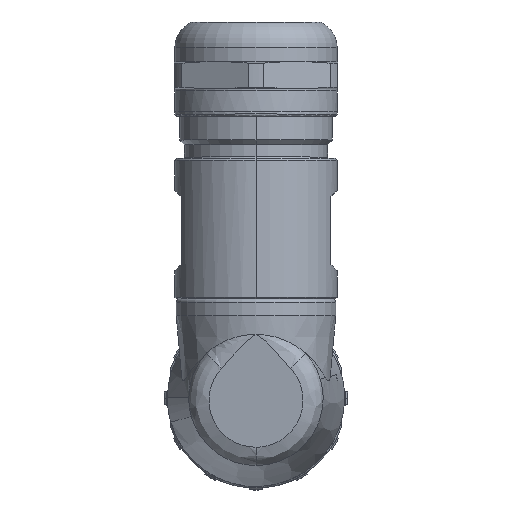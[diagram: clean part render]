
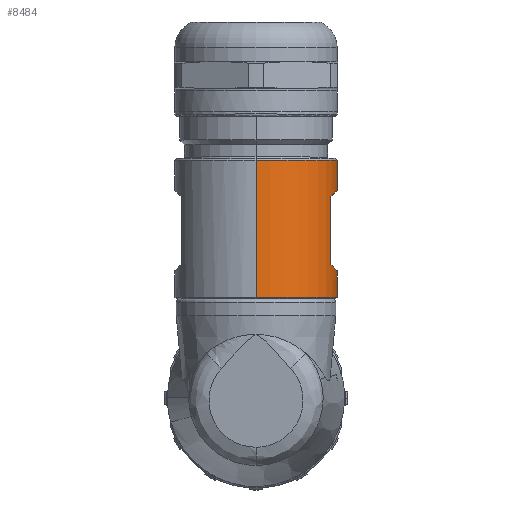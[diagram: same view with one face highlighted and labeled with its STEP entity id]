
A CAD part, top view. The second image highlights one B-rep face of the part: STEP entity #8484.
In plain terms, the highlighted cylindrical face has radius 11.9 mm (diameter 23.8 mm), a partial arc.
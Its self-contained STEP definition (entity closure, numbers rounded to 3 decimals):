
#8360=AXIS2_PLACEMENT_3D('Circle Axis2P3D',#8358,#8359,$) ;
#8417=AXIS2_PLACEMENT_3D('Cylinder Axis2P3D',#8414,#8415,#8416) ;
#8428=AXIS2_PLACEMENT_3D('Circle Axis2P3D',#8426,#8427,$) ;
#8355=CARTESIAN_POINT('Vertex',(13.45,28.15,42.19)) ;
#8358=CARTESIAN_POINT('Axis2P3D Location',(13.45,28.15,54.09)) ;
#8362=CARTESIAN_POINT('Vertex',(13.45,28.15,65.99)) ;
#8414=CARTESIAN_POINT('Axis2P3D Location',(13.45,57.05,54.09)) ;
#8419=CARTESIAN_POINT('Line Origine',(13.45,57.05,42.19)) ;
#8423=CARTESIAN_POINT('Vertex',(13.45,48.25,42.19)) ;
#8426=CARTESIAN_POINT('Axis2P3D Location',(13.45,48.25,54.09)) ;
#8430=CARTESIAN_POINT('Vertex',(13.45,48.25,65.99)) ;
#8433=CARTESIAN_POINT('Line Origine',(13.45,57.05,65.99)) ;
#8444=CARTESIAN_POINT('Line Origine',(24.45,57.05,49.55)) ;
#8448=CARTESIAN_POINT('Vertex',(24.45,32.95,49.55)) ;
#8450=CARTESIAN_POINT('Vertex',(24.45,42.95,49.55)) ;
#8454=CARTESIAN_POINT('Control Point',(24.45,32.95,58.63)) ;
#8455=CARTESIAN_POINT('Control Point',(25.134,32.266,56.973)) ;
#8456=CARTESIAN_POINT('Control Point',(25.547,31.853,55.105)) ;
#8457=CARTESIAN_POINT('Control Point',(25.548,31.852,53.078)) ;
#8458=CARTESIAN_POINT('Control Point',(25.134,32.266,51.207)) ;
#8459=CARTESIAN_POINT('Control Point',(24.45,32.95,49.55)) ;
#8460=CARTESIAN_POINT('Vertex',(24.45,32.95,58.63)) ;
#8463=CARTESIAN_POINT('Line Origine',(24.45,57.05,58.63)) ;
#8467=CARTESIAN_POINT('Vertex',(24.45,42.95,58.63)) ;
#8471=CARTESIAN_POINT('Control Point',(24.45,42.95,49.55)) ;
#8472=CARTESIAN_POINT('Control Point',(25.134,43.634,51.207)) ;
#8473=CARTESIAN_POINT('Control Point',(25.547,44.047,53.075)) ;
#8474=CARTESIAN_POINT('Control Point',(25.548,44.048,55.102)) ;
#8475=CARTESIAN_POINT('Control Point',(25.134,43.634,56.973)) ;
#8476=CARTESIAN_POINT('Control Point',(24.45,42.95,58.63)) ;
#8359=DIRECTION('Axis2P3D Direction',(0.,1.,0.)) ;
#8415=DIRECTION('Axis2P3D Direction',(0.,1.,0.)) ;
#8416=DIRECTION('Axis2P3D XDirection',(0.,0.,1.)) ;
#8420=DIRECTION('Vector Direction',(0.,1.,0.)) ;
#8427=DIRECTION('Axis2P3D Direction',(0.,1.,0.)) ;
#8434=DIRECTION('Vector Direction',(0.,1.,0.)) ;
#8445=DIRECTION('Vector Direction',(0.,1.,0.)) ;
#8464=DIRECTION('Vector Direction',(0.,1.,0.)) ;
#8421=VECTOR('Line Direction',#8420,1.) ;
#8435=VECTOR('Line Direction',#8434,1.) ;
#8446=VECTOR('Line Direction',#8445,1.) ;
#8465=VECTOR('Line Direction',#8464,1.) ;
#8439=ORIENTED_EDGE('',*,*,#8364,.T.) ;
#8440=ORIENTED_EDGE('',*,*,#8425,.T.) ;
#8441=ORIENTED_EDGE('',*,*,#8432,.F.) ;
#8442=ORIENTED_EDGE('',*,*,#8437,.F.) ;
#8479=ORIENTED_EDGE('',*,*,#8452,.F.) ;
#8480=ORIENTED_EDGE('',*,*,#8462,.F.) ;
#8481=ORIENTED_EDGE('',*,*,#8469,.T.) ;
#8482=ORIENTED_EDGE('',*,*,#8477,.F.) ;
#8483=FACE_BOUND('',#8478,.T.) ;
#8484=ADVANCED_FACE('Stecker',(#8443,#8483),#8418,.T.) ;
#8453=B_SPLINE_CURVE_WITH_KNOTS('',5,(#8454,#8455,#8456,#8457,#8458,#8459),.UNSPECIFIED.,.F.,.U.,(6,6),(0.,13.665),.UNSPECIFIED.) ;
#8470=B_SPLINE_CURVE_WITH_KNOTS('',5,(#8471,#8472,#8473,#8474,#8475,#8476),.UNSPECIFIED.,.F.,.U.,(6,6),(0.,13.665),.UNSPECIFIED.) ;
#8361=CIRCLE('generated circle',#8360,11.9) ;
#8429=CIRCLE('generated circle',#8428,11.9) ;
#8418=CYLINDRICAL_SURFACE('generated cylinder',#8417,11.9) ;
#8364=EDGE_CURVE('',#8363,#8356,#8361,.T.) ;
#8425=EDGE_CURVE('',#8356,#8424,#8422,.T.) ;
#8432=EDGE_CURVE('',#8431,#8424,#8429,.T.) ;
#8437=EDGE_CURVE('',#8363,#8431,#8436,.T.) ;
#8452=EDGE_CURVE('',#8449,#8451,#8447,.T.) ;
#8462=EDGE_CURVE('',#8461,#8449,#8453,.T.) ;
#8469=EDGE_CURVE('',#8461,#8468,#8466,.T.) ;
#8477=EDGE_CURVE('',#8451,#8468,#8470,.T.) ;
#8438=EDGE_LOOP('',(#8439,#8440,#8441,#8442)) ;
#8478=EDGE_LOOP('',(#8479,#8480,#8481,#8482)) ;
#8443=FACE_OUTER_BOUND('',#8438,.T.) ;
#8422=LINE('Line',#8419,#8421) ;
#8436=LINE('Line',#8433,#8435) ;
#8447=LINE('Line',#8444,#8446) ;
#8466=LINE('Line',#8463,#8465) ;
#8356=VERTEX_POINT('',#8355) ;
#8363=VERTEX_POINT('',#8362) ;
#8424=VERTEX_POINT('',#8423) ;
#8431=VERTEX_POINT('',#8430) ;
#8449=VERTEX_POINT('',#8448) ;
#8451=VERTEX_POINT('',#8450) ;
#8461=VERTEX_POINT('',#8460) ;
#8468=VERTEX_POINT('',#8467) ;
